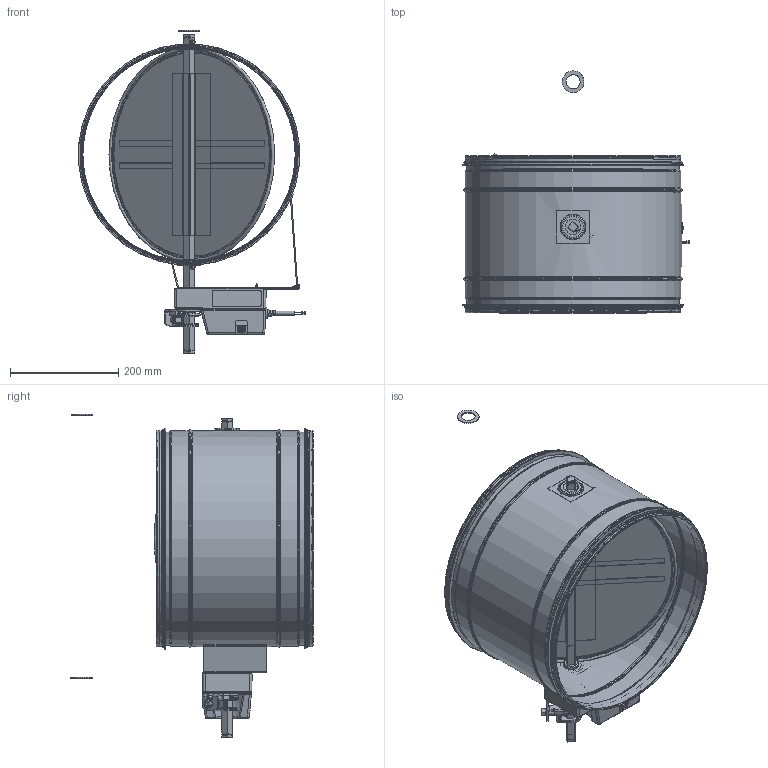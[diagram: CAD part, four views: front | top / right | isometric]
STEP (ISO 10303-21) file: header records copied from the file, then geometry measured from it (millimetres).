
FILE_DESCRIPTION((''),'2;1');
FILE_NAME('HISC-ES-230-400.stp','2014-06-18T14:47:22',(''),(''),'Autodesk Inventor 2013','Autodesk Inventor 2013','');
FILE_SCHEMA(('AUTOMOTIVE_DESIGN { 1 2 10303 214 0 1 1 1 }'));
Length unit declared in the file: millimetre
Products named in the file (17): HISC-ES-230-400; HISochHISC_Rör-09; Spjällhylla-400; 999271; Lagerbuss; 143066; 116032; 999009; Stödprofil-350; Ändavslut; 90242___8_13-mattssons; Täckbricka; Cellgummi_40x26x2; ASM124F120; FästeSpjällmotorSM-400-630; 90232___6_10-mattssons; G-list-400
Assembly tree (25 placements, depth 2):
  HISC-ES-230-400
    HISochHISC_Rör-09
    Spjällhylla-400
    999271
    Lagerbuss  x2
    143066
    116032
    999009  x2
    Stödprofil-350
    Ändavslut  x2
    90242___8_13-mattssons  x4
    Täckbricka  x2
    Cellgummi_40x26x2  x2
    ASM124F120
    FästeSpjällmotorSM-400-630
    90232___6_10-mattssons  x2
    G-list-400
Bounding box: 419.21 x 447.16 x 597.44 mm (x, y, z)
Volume: 621654.5 mm3; surface area: 1612625 mm2
Topology: 24 solids, 90 shells, 1150 faces, 3973 edges, 2913 vertices
Faces by surface type: plane 566, cylinder 335, cone 169, torus 50, bspline 21, sphere 9
Full cylindrical faces by diameter (mm): 1 x2, 2.656 x12, 3.291 x28, 3.5 x10, 4.2 x26, 5 x1, 5.2 x1, 6.75 x1, 7 x3, 7.1 x2, 8.8 x4, 12 x1, 21 x1, 26 x2, 28 x4, 29 x2, 38 x2, 40 x2, 376.191 x2, 380 x1, 385 x1, 392.4 x1, 392.56 x1, 393.4 x1, 393.56 x1, 395.2 x2, 397.8 x11, 398.8 x5, 404.2 x2, 409.2 x2
Entity records: 38042 total; most frequent: CARTESIAN_POINT 9507, DIRECTION 5767, ORIENTED_EDGE 4629, EDGE_CURVE 3096, VERTEX_POINT 2452, AXIS2_PLACEMENT_3D 1996, VECTOR 1775, LINE 1775
